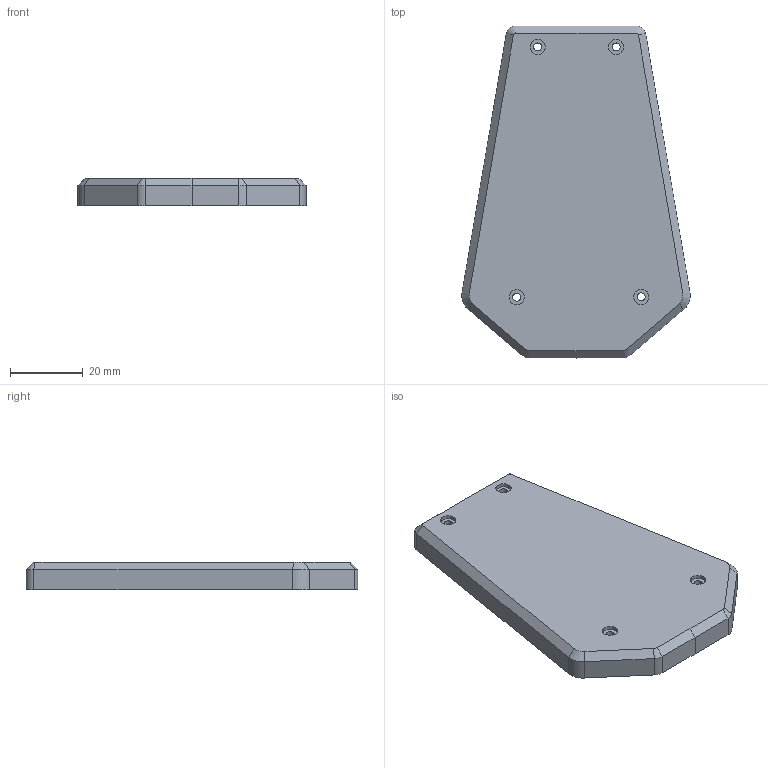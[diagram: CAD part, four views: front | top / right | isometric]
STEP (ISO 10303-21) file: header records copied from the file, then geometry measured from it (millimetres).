
FILE_DESCRIPTION(/* description */ (''),/* implementation_level */ '2;1');
FILE_NAME(/* name */ 'Component Cover.step',/* time_stamp */ '2024-04-29T12:10:38+02:00',/* author */ (''),/* organization */ (''),/* preprocessor_version */ 'ST-DEVELOPER v20',/* originating_system */ 'Autodesk Translation Framework v12.20.1.177',/* authorisation */ '');
FILE_SCHEMA (('AUTOMOTIVE_DESIGN { 1 0 10303 214 3 1 1 }'));
Length unit declared in the file: millimetre
Products named in the file (1): Phoenix KBD
Bounding box: 62.79 x 91.25 x 7.5 mm (x, y, z)
Volume: 10858.7 mm3; surface area: 12590.3 mm2
Topology: 1 solids, 1 shells, 70 faces, 166 edges, 106 vertices
Faces by surface type: plane 38, cylinder 26, cone 6
Full cylindrical faces by diameter (mm): 2.2 x4, 4.2 x4, 4.7 x4
Entity records: 2103 total; most frequent: DIRECTION 366, CARTESIAN_POINT 343, ORIENTED_EDGE 332, EDGE_CURVE 166, AXIS2_PLACEMENT_3D 129, LINE 108, VECTOR 108, VERTEX_POINT 106
